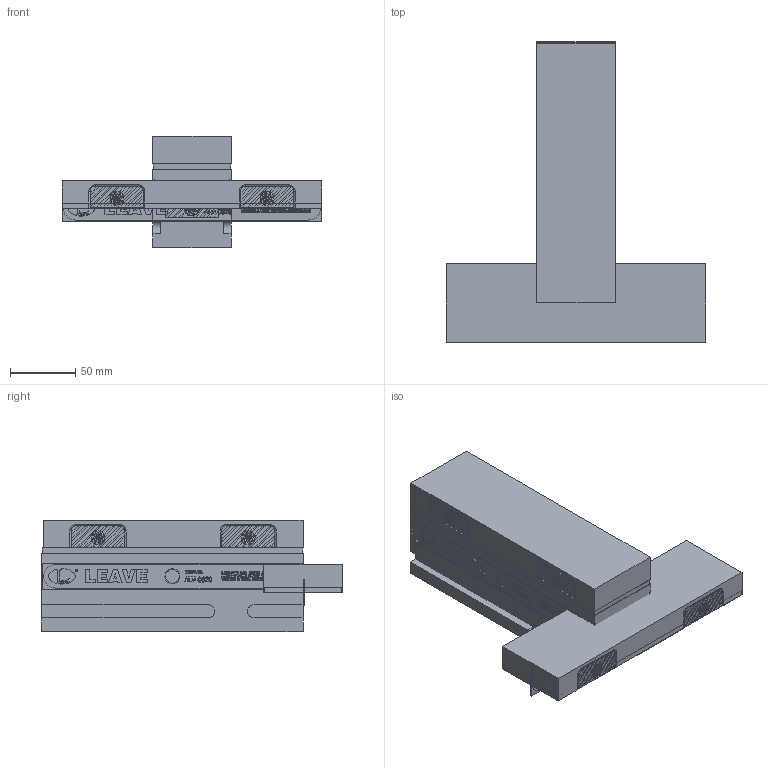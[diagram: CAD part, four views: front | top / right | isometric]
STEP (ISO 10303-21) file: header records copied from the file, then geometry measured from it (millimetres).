
FILE_DESCRIPTION( ( 'Unknown' ), '1' );
FILE_NAME( 'ALV-0620-0.stp', 'Unknown', ( 'S.C.H' ), ( 'Unknown' ), 'XStep 1.0', 'Unknown', ' ' );
FILE_SCHEMA( ( 'CONFIG_CONTROL_DESIGN' ) );
Length unit declared in the file: millimetre
Products named in the file (8): Assem1; Assem2; Assem3; 1; 2; 3; 4; 5
Bounding box: 199 x 230 x 85 mm (x, y, z)
Volume: 2844470.4 mm3; surface area: 421616.5 mm2
Topology: 22 solids, 22 shells, 7710 faces, 20541 edges, 13699 vertices
Faces by surface type: plane 4790, cylinder 1456, extrusion 1440, torus 24
Full cylindrical faces by diameter (mm): 1.743 x5, 1.823 x5, 10.5 x5, 11.5 x5, 12 x12, 14 x3, 19 x12
Entity records: 48781 total; most frequent: CARTESIAN_POINT 13209, ORIENTED_EDGE 7620, DIRECTION 6377, EDGE_CURVE 3810, VECTOR 2989, LINE 2701, VERTEX_POINT 2552, AXIS2_PLACEMENT_3D 1694
